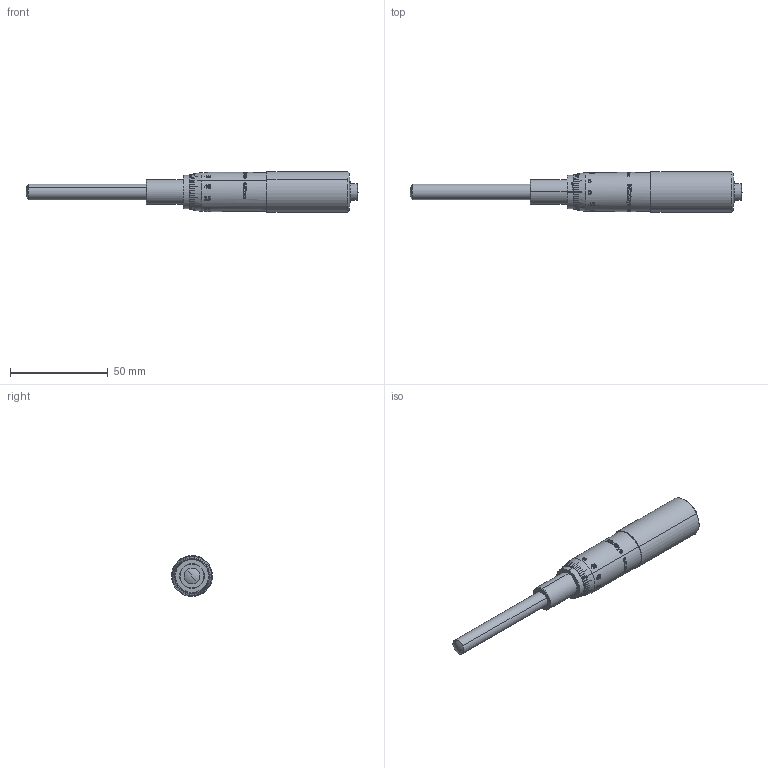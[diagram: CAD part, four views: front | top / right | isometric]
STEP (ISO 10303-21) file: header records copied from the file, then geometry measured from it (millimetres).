
FILE_DESCRIPTION (( 'STEP AP214' ), '1' );
FILE_NAME ('13435-E0W.STEP', '2014-02-06T20:34:40', ( 'Admin' ), ( '' ), 'SwSTEP 2.0', 'SolidWorks 2012', '' );
FILE_SCHEMA (( 'AUTOMOTIVE_DESIGN' ));
Length unit declared in the file: inch
Products named in the file (1): 13435-E0W
Bounding box: 170.13 x 20.95 x 20.95 mm (x, y, z)
Volume: 30645.4 mm3; surface area: 20739.4 mm2
Topology: 2 solids, 2 shells, 1791 faces, 4622 edges, 3078 vertices
Faces by surface type: plane 966, bspline 534, cylinder 227, cone 60, sphere 4
Entity records: 131657 total; most frequent: CARTESIAN_POINT 69300, ORIENTED_EDGE 9244, DIRECTION 5962, EDGE_CURVE 4622, VERTEX_POINT 3078, AXIS2_PLACEMENT_3D 2129, B_SPLINE_CURVE_WITH_KNOTS 2047, EDGE_LOOP 2036
